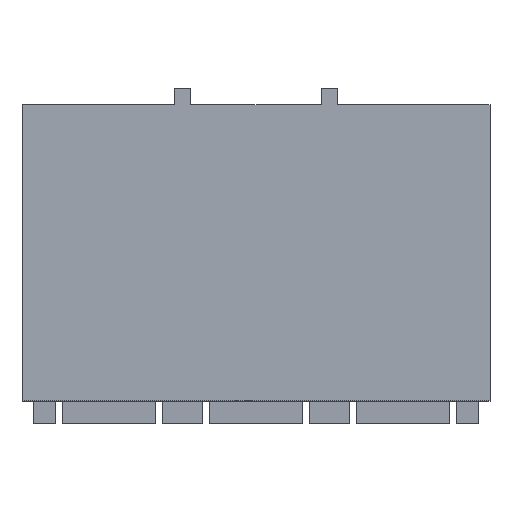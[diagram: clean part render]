
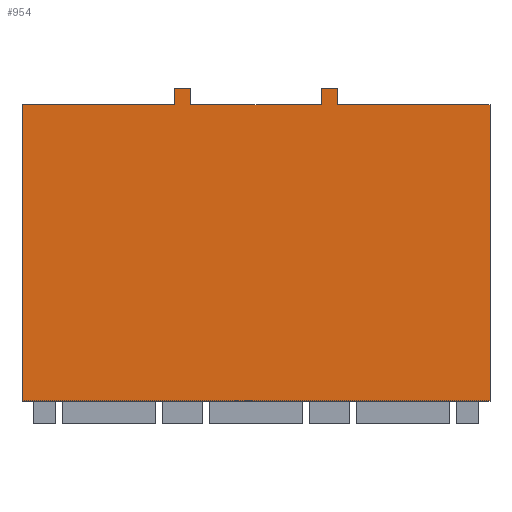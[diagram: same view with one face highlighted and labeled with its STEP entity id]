
A CAD part, top view. The second image highlights one B-rep face of the part: STEP entity #954.
In plain terms, the highlighted planar face has unit normal (0, 0, 1).
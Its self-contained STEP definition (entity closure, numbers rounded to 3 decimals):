
#862=AXIS2_PLACEMENT_3D('Plane Axis2P3D',#859,#860,#861) ;
#684=CARTESIAN_POINT('Vertex',(-14.6,3.6,0.)) ;
#687=CARTESIAN_POINT('Line Origine',(-14.6,1.8,0.)) ;
#691=CARTESIAN_POINT('Vertex',(-14.6,0.,0.)) ;
#844=CARTESIAN_POINT('Vertex',(-18.3,3.6,0.)) ;
#847=CARTESIAN_POINT('Line Origine',(-16.45,3.6,0.)) ;
#859=CARTESIAN_POINT('Axis2P3D Location',(0.,-66.5,0.)) ;
#864=CARTESIAN_POINT('Line Origine',(-18.3,1.8,0.)) ;
#868=CARTESIAN_POINT('Vertex',(-18.3,0.,0.)) ;
#871=CARTESIAN_POINT('Line Origine',(-35.4,0.,0.)) ;
#875=CARTESIAN_POINT('Vertex',(-52.5,0.,0.)) ;
#878=CARTESIAN_POINT('Line Origine',(-52.5,-33.25,0.)) ;
#882=CARTESIAN_POINT('Vertex',(-52.5,-66.5,0.)) ;
#885=CARTESIAN_POINT('Line Origine',(0.,-66.5,0.)) ;
#889=CARTESIAN_POINT('Vertex',(52.5,-66.5,0.)) ;
#892=CARTESIAN_POINT('Line Origine',(52.5,-33.25,0.)) ;
#896=CARTESIAN_POINT('Vertex',(52.5,0.,0.)) ;
#899=CARTESIAN_POINT('Line Origine',(35.4,0.,0.)) ;
#903=CARTESIAN_POINT('Vertex',(18.3,0.,0.)) ;
#906=CARTESIAN_POINT('Line Origine',(18.3,1.8,0.)) ;
#910=CARTESIAN_POINT('Vertex',(18.3,3.6,0.)) ;
#913=CARTESIAN_POINT('Line Origine',(16.45,3.6,0.)) ;
#917=CARTESIAN_POINT('Vertex',(14.6,3.6,0.)) ;
#920=CARTESIAN_POINT('Line Origine',(14.6,1.8,0.)) ;
#924=CARTESIAN_POINT('Vertex',(14.6,0.,0.)) ;
#927=CARTESIAN_POINT('Line Origine',(7.3,0.,0.)) ;
#931=CARTESIAN_POINT('Vertex',(0.,0.,0.)) ;
#934=CARTESIAN_POINT('Line Origine',(-7.3,0.,0.)) ;
#688=DIRECTION('Vector Direction',(0.,-1.,0.)) ;
#848=DIRECTION('Vector Direction',(1.,0.,0.)) ;
#860=DIRECTION('Axis2P3D Direction',(0.,-0.,1.)) ;
#861=DIRECTION('Axis2P3D XDirection',(0.,1.,0.)) ;
#865=DIRECTION('Vector Direction',(0.,1.,0.)) ;
#872=DIRECTION('Vector Direction',(1.,0.,0.)) ;
#879=DIRECTION('Vector Direction',(0.,-1.,0.)) ;
#886=DIRECTION('Vector Direction',(1.,0.,0.)) ;
#893=DIRECTION('Vector Direction',(0.,-1.,0.)) ;
#900=DIRECTION('Vector Direction',(1.,0.,0.)) ;
#907=DIRECTION('Vector Direction',(0.,1.,0.)) ;
#914=DIRECTION('Vector Direction',(1.,0.,0.)) ;
#921=DIRECTION('Vector Direction',(0.,-1.,0.)) ;
#928=DIRECTION('Vector Direction',(1.,0.,0.)) ;
#935=DIRECTION('Vector Direction',(1.,0.,0.)) ;
#689=VECTOR('Line Direction',#688,1.) ;
#849=VECTOR('Line Direction',#848,1.) ;
#866=VECTOR('Line Direction',#865,1.) ;
#873=VECTOR('Line Direction',#872,1.) ;
#880=VECTOR('Line Direction',#879,1.) ;
#887=VECTOR('Line Direction',#886,1.) ;
#894=VECTOR('Line Direction',#893,1.) ;
#901=VECTOR('Line Direction',#900,1.) ;
#908=VECTOR('Line Direction',#907,1.) ;
#915=VECTOR('Line Direction',#914,1.) ;
#922=VECTOR('Line Direction',#921,1.) ;
#929=VECTOR('Line Direction',#928,1.) ;
#936=VECTOR('Line Direction',#935,1.) ;
#940=ORIENTED_EDGE('',*,*,#693,.T.) ;
#941=ORIENTED_EDGE('',*,*,#851,.T.) ;
#942=ORIENTED_EDGE('',*,*,#870,.T.) ;
#943=ORIENTED_EDGE('',*,*,#877,.F.) ;
#944=ORIENTED_EDGE('',*,*,#884,.T.) ;
#945=ORIENTED_EDGE('',*,*,#891,.F.) ;
#946=ORIENTED_EDGE('',*,*,#898,.F.) ;
#947=ORIENTED_EDGE('',*,*,#905,.T.) ;
#948=ORIENTED_EDGE('',*,*,#912,.F.) ;
#949=ORIENTED_EDGE('',*,*,#919,.F.) ;
#950=ORIENTED_EDGE('',*,*,#926,.F.) ;
#951=ORIENTED_EDGE('',*,*,#933,.T.) ;
#952=ORIENTED_EDGE('',*,*,#938,.F.) ;
#954=ADVANCED_FACE('Hauptkoerper nicht benutzen',(#953),#863,.T.) ;
#693=EDGE_CURVE('',#692,#685,#690,.F.) ;
#851=EDGE_CURVE('',#685,#845,#850,.F.) ;
#870=EDGE_CURVE('',#845,#869,#867,.F.) ;
#877=EDGE_CURVE('',#876,#869,#874,.T.) ;
#884=EDGE_CURVE('',#876,#883,#881,.T.) ;
#891=EDGE_CURVE('',#890,#883,#888,.F.) ;
#898=EDGE_CURVE('',#897,#890,#895,.T.) ;
#905=EDGE_CURVE('',#897,#904,#902,.F.) ;
#912=EDGE_CURVE('',#911,#904,#909,.F.) ;
#919=EDGE_CURVE('',#918,#911,#916,.T.) ;
#926=EDGE_CURVE('',#925,#918,#923,.F.) ;
#933=EDGE_CURVE('',#925,#932,#930,.F.) ;
#938=EDGE_CURVE('',#692,#932,#937,.T.) ;
#939=EDGE_LOOP('',(#940,#941,#942,#943,#944,#945,#946,#947,#948,#949,#950,#951,#952)) ;
#953=FACE_OUTER_BOUND('',#939,.T.) ;
#690=LINE('Line',#687,#689) ;
#850=LINE('Line',#847,#849) ;
#867=LINE('Line',#864,#866) ;
#874=LINE('Line',#871,#873) ;
#881=LINE('Line',#878,#880) ;
#888=LINE('Line',#885,#887) ;
#895=LINE('Line',#892,#894) ;
#902=LINE('Line',#899,#901) ;
#909=LINE('Line',#906,#908) ;
#916=LINE('Line',#913,#915) ;
#923=LINE('Line',#920,#922) ;
#930=LINE('Line',#927,#929) ;
#937=LINE('Line',#934,#936) ;
#863=PLANE('Plane',#862) ;
#685=VERTEX_POINT('',#684) ;
#692=VERTEX_POINT('',#691) ;
#845=VERTEX_POINT('',#844) ;
#869=VERTEX_POINT('',#868) ;
#876=VERTEX_POINT('',#875) ;
#883=VERTEX_POINT('',#882) ;
#890=VERTEX_POINT('',#889) ;
#897=VERTEX_POINT('',#896) ;
#904=VERTEX_POINT('',#903) ;
#911=VERTEX_POINT('',#910) ;
#918=VERTEX_POINT('',#917) ;
#925=VERTEX_POINT('',#924) ;
#932=VERTEX_POINT('',#931) ;
